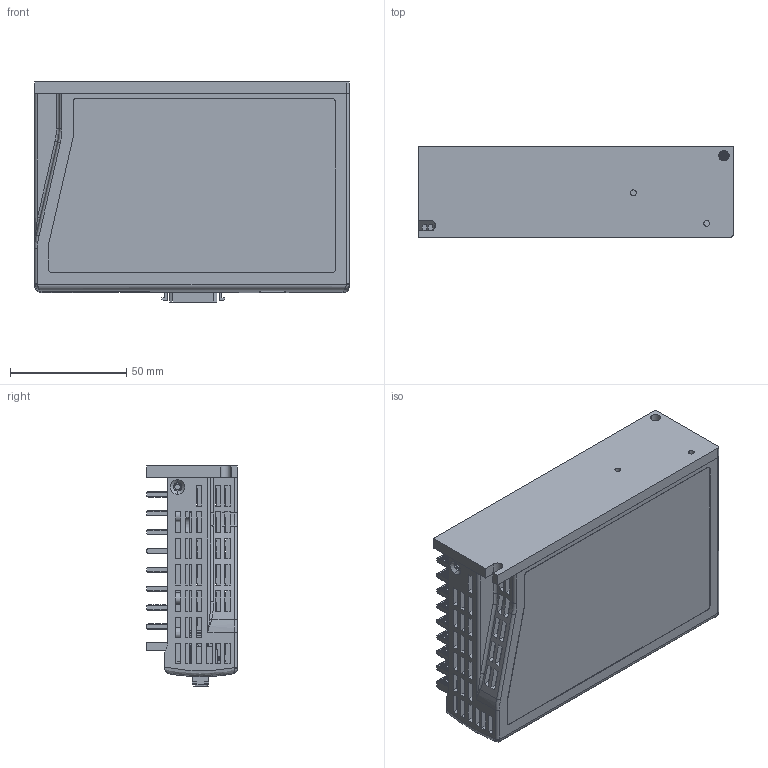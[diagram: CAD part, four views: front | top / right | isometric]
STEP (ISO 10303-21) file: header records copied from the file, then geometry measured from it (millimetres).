
FILE_DESCRIPTION (( 'STEP AP203' ), '1' );
FILE_NAME ('ss驱动器(不带子板).STEP', '2012-12-17T06:48:53', ( 'Sky123.Org' ), ( 'Sky123.Org' ), 'SwSTEP 2.0', 'SolidWorks 2011', '' );
FILE_SCHEMA (( 'CONFIG_CONTROL_DESIGN' ));
Length unit declared in the file: millimetre
Products named in the file (15): ss驱动器(不带子板); SS菁釱; SS俋褲; SS PCB蚾饜极; 039300040; S04B-ZESK-2D; c-0794527-11-3-e-3d; S16B-XADSS-N; 039300020; 杅鎢奪PCB; 杅鎢奪; FYD-3022ABX; SS PCB; IO Connector; c-1-794526-1-e-3d
Assembly tree (15 placements, depth 4):
  ss驱动器(不带子板)
    SS PCB蚾饜极
      039300040
      杅鎢奪PCB
        杅鎢奪
        FYD-3022ABX  x2
      c-0794527-11-3-e-3d
      S16B-XADSS-N
      S04B-ZESK-2D
      039300020
      c-1-794526-1-e-3d
      IO Connector
      SS PCB
    SS菁釱
    SS俋褲
Bounding box: 135 x 39 x 94.43 mm (x, y, z)
Volume: 140461 mm3; surface area: 134328.8 mm2
Topology: 12 solids, 16 shells, 2301 faces, 6325 edges, 4178 vertices
Faces by surface type: plane 1647, cylinder 564, bspline 74, cone 16
Entity records: 75436 total; most frequent: CARTESIAN_POINT 16259, ORIENTED_EDGE 12356, DIRECTION 11221, EDGE_CURVE 6192, VECTOR 4867, LINE 4867, VERTEX_POINT 4092, AXIS2_PLACEMENT_3D 3177
